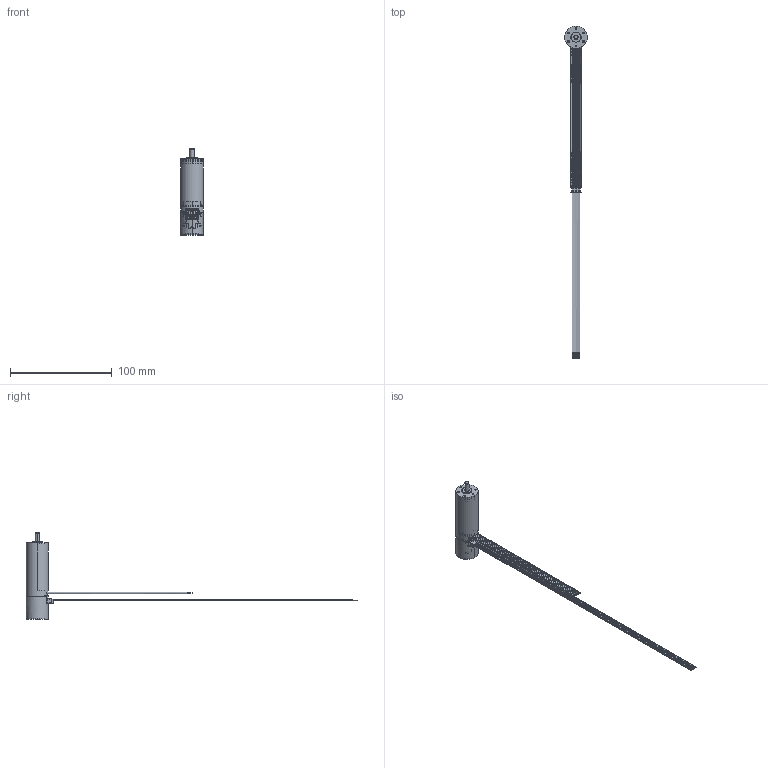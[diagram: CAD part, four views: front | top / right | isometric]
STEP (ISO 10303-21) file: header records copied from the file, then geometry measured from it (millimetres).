
FILE_DESCRIPTION((''),'2;1');
FILE_NAME('4611180000669_SW0001','2022-11-30T13:02:51',('ms27786'),(''),'CREO PARAMETRIC BY PTC INC, 2018100','CREO PARAMETRIC BY PTC INC, 2018100','');
FILE_SCHEMA(('CONFIG_CONTROL_DESIGN'));
Length unit declared in the file: millimetre
Products named in the file (1): 4611180000669_SW0001
Bounding box: 22 x 326 x 84.94 mm (x, y, z)
Volume: 15542.2 mm3; surface area: 31567.6 mm2
Topology: 3 solids, 6 shells, 1953 faces, 5393 edges, 3409 vertices
Faces by surface type: plane 782, cylinder 589, cone 252, bspline 194, torus 84, sphere 48, extrusion 4
Entity records: 121800 total; most frequent: CARTESIAN_POINT 73959, ORIENTED_EDGE 10646, DIRECTION 9125, EDGE_CURVE 5323, VERTEX_POINT 3411, AXIS2_PLACEMENT_3D 3240, VECTOR 2645, LINE 2641
